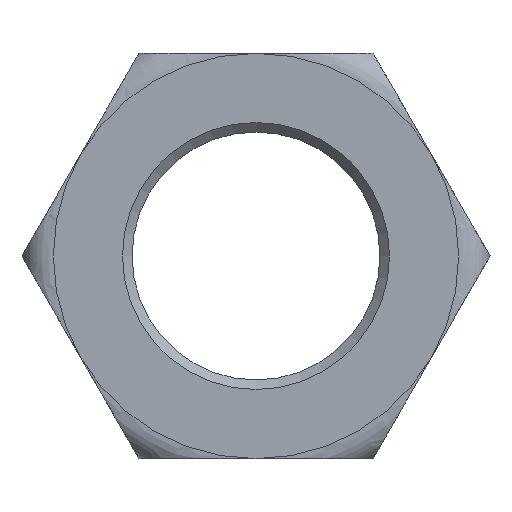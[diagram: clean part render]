
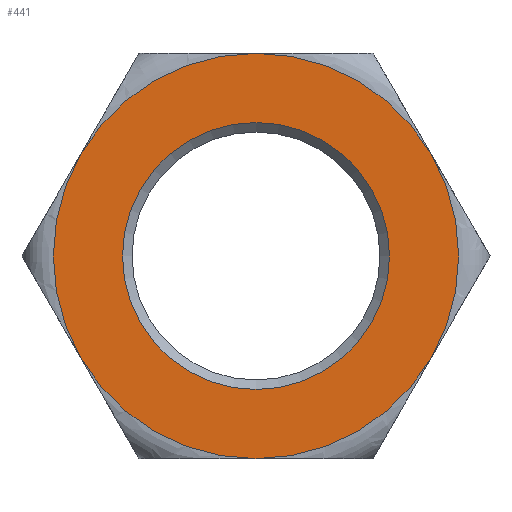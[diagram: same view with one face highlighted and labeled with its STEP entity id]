
A CAD part, front view. The second image highlights one B-rep face of the part: STEP entity #441.
In plain terms, the highlighted planar face has unit normal (0, -1, 0).
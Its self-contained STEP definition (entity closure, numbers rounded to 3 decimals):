
#12 = DIRECTION ( 'NONE',  ( 1., 0., 0. ) ) ;
#19 = ORIENTED_EDGE ( 'NONE', *, *, #716, .F. ) ;
#48 = FACE_BOUND ( 'NONE', #1013, .T. ) ;
#55 = DIRECTION ( 'NONE',  ( 0., 1., 0. ) ) ;
#58 = LINE ( 'NONE', #480, #519 ) ;
#62 = CIRCLE ( 'NONE', #417, 42.5 ) ;
#64 = DIRECTION ( 'NONE',  ( 1., 0., 0. ) ) ;
#73 = CARTESIAN_POINT ( 'NONE',  ( 0., -22.5, 0. ) ) ;
#106 = CARTESIAN_POINT ( 'NONE',  ( -24.537, -22.5, -42.5 ) ) ;
#115 = CARTESIAN_POINT ( 'NONE',  ( -36.806, -22.5, -21.25 ) ) ;
#132 = CARTESIAN_POINT ( 'NONE',  ( 0., -22.5, 42.5 ) ) ;
#137 = DIRECTION ( 'NONE',  ( 1., 0., 0. ) ) ;
#150 = DIRECTION ( 'NONE',  ( -1., 0., 0. ) ) ;
#162 = FACE_OUTER_BOUND ( 'NONE', #613, .T. ) ;
#176 = AXIS2_PLACEMENT_3D ( 'NONE', #73, #893, #906 ) ;
#183 = CARTESIAN_POINT ( 'NONE',  ( 36.806, -22.5, 21.25 ) ) ;
#186 = LINE ( 'NONE', #820, #383 ) ;
#189 = CIRCLE ( 'NONE', #1112, 42.5 ) ;
#192 = DIRECTION ( 'NONE',  ( -0.5, 0., 0.866 ) ) ;
#219 = ORIENTED_EDGE ( 'NONE', *, *, #467, .F. ) ;
#235 = CARTESIAN_POINT ( 'NONE',  ( 0., -22.5, 0. ) ) ;
#246 = AXIS2_PLACEMENT_3D ( 'NONE', #529, #327, #12 ) ;
#249 = VERTEX_POINT ( 'NONE', #283 ) ;
#283 = CARTESIAN_POINT ( 'NONE',  ( 36.806, -22.5, -21.25 ) ) ;
#290 = CARTESIAN_POINT ( 'NONE',  ( 24.537, -22.5, -42.5 ) ) ;
#293 = DIRECTION ( 'NONE',  ( -1., 0., 0. ) ) ;
#308 = VERTEX_POINT ( 'NONE', #831 ) ;
#327 = DIRECTION ( 'NONE',  ( 0., 1., 0. ) ) ;
#376 = ORIENTED_EDGE ( 'NONE', *, *, #509, .F. ) ;
#383 = VECTOR ( 'NONE', #622, 1000. ) ;
#394 = CARTESIAN_POINT ( 'NONE',  ( 0., -22.5, 28. ) ) ;
#417 = AXIS2_PLACEMENT_3D ( 'NONE', #805, #1236, #1101 ) ;
#422 = DIRECTION ( 'NONE',  ( 1., 0., 0. ) ) ;
#423 = EDGE_CURVE ( 'NONE', #789, #471, #62, .T. ) ;
#438 = ORIENTED_EDGE ( 'NONE', *, *, #423, .F. ) ;
#441 = ADVANCED_FACE ( 'NONE', ( #48, #162 ), #1005, .F. ) ;
#447 = CIRCLE ( 'NONE', #246, 42.5 ) ;
#467 = EDGE_CURVE ( 'NONE', #1266, #596, #58, .T. ) ;
#469 = AXIS2_PLACEMENT_3D ( 'NONE', #235, #1301, #137 ) ;
#471 = VERTEX_POINT ( 'NONE', #1326 ) ;
#474 = LINE ( 'NONE', #290, #1183 ) ;
#480 = CARTESIAN_POINT ( 'NONE',  ( -24.537, -22.5, 42.5 ) ) ;
#493 = VERTEX_POINT ( 'NONE', #394 ) ;
#498 = CARTESIAN_POINT ( 'NONE',  ( 0., -22.5, 42.5 ) ) ;
#509 = EDGE_CURVE ( 'NONE', #1055, #789, #474, .T. ) ;
#518 = CARTESIAN_POINT ( 'NONE',  ( 0., -22.5, 0. ) ) ;
#519 = VECTOR ( 'NONE', #885, 1000. ) ;
#529 = CARTESIAN_POINT ( 'NONE',  ( 0., -22.5, 0. ) ) ;
#533 = ORIENTED_EDGE ( 'NONE', *, *, #871, .T. ) ;
#548 = AXIS2_PLACEMENT_3D ( 'NONE', #518, #827, #1366 ) ;
#596 = VERTEX_POINT ( 'NONE', #132 ) ;
#613 = EDGE_LOOP ( 'NONE', ( #876, #1180, #19, #782, #219, #819, #1347, #1157, #438, #376 ) ) ;
#615 = LINE ( 'NONE', #106, #1254 ) ;
#622 = DIRECTION ( 'NONE',  ( -0.5, 0., -0.866 ) ) ;
#669 = VERTEX_POINT ( 'NONE', #115 ) ;
#670 = CARTESIAN_POINT ( 'NONE',  ( 0., -22.5, 0. ) ) ;
#716 = EDGE_CURVE ( 'NONE', #1278, #249, #1370, .T. ) ;
#766 = DIRECTION ( 'NONE',  ( 0., 1., 0. ) ) ;
#772 = EDGE_CURVE ( 'NONE', #471, #669, #615, .T. ) ;
#782 = ORIENTED_EDGE ( 'NONE', *, *, #932, .F. ) ;
#789 = VERTEX_POINT ( 'NONE', #908 ) ;
#793 = EDGE_CURVE ( 'NONE', #249, #308, #186, .T. ) ;
#805 = CARTESIAN_POINT ( 'NONE',  ( 0., -22.5, 0. ) ) ;
#819 = ORIENTED_EDGE ( 'NONE', *, *, #1043, .F. ) ;
#820 = CARTESIAN_POINT ( 'NONE',  ( 49.075, -22.5, 0. ) ) ;
#827 = DIRECTION ( 'NONE',  ( 0., 1., 0. ) ) ;
#828 = CARTESIAN_POINT ( 'NONE',  ( 0., -22.5, 0. ) ) ;
#831 = CARTESIAN_POINT ( 'NONE',  ( 36.806, -22.5, -21.25 ) ) ;
#869 = CIRCLE ( 'NONE', #469, 42.5 ) ;
#871 = EDGE_CURVE ( 'NONE', #493, #493, #1140, .T. ) ;
#875 = CARTESIAN_POINT ( 'NONE',  ( 0., -22.5, -42.5 ) ) ;
#876 = ORIENTED_EDGE ( 'NONE', *, *, #1197, .F. ) ;
#885 = DIRECTION ( 'NONE',  ( 1., 0., 0. ) ) ;
#893 = DIRECTION ( 'NONE',  ( 0., 1., 0. ) ) ;
#906 = DIRECTION ( 'NONE',  ( 0., 0., 1. ) ) ;
#908 = CARTESIAN_POINT ( 'NONE',  ( 0., -22.5, -42.5 ) ) ;
#914 = AXIS2_PLACEMENT_3D ( 'NONE', #995, #55, #64 ) ;
#932 = EDGE_CURVE ( 'NONE', #596, #1278, #447, .T. ) ;
#995 = CARTESIAN_POINT ( 'NONE',  ( 0., -22.5, 0. ) ) ;
#1005 = PLANE ( 'NONE',  #176 ) ;
#1013 = EDGE_LOOP ( 'NONE', ( #533 ) ) ;
#1034 = CIRCLE ( 'NONE', #1224, 42.5 ) ;
#1043 = EDGE_CURVE ( 'NONE', #1309, #1266, #189, .T. ) ;
#1055 = VERTEX_POINT ( 'NONE', #875 ) ;
#1101 = DIRECTION ( 'NONE',  ( 1., 0., 0. ) ) ;
#1112 = AXIS2_PLACEMENT_3D ( 'NONE', #670, #766, #150 ) ;
#1140 = CIRCLE ( 'NONE', #548, 28. ) ;
#1157 = ORIENTED_EDGE ( 'NONE', *, *, #772, .F. ) ;
#1180 = ORIENTED_EDGE ( 'NONE', *, *, #793, .F. ) ;
#1183 = VECTOR ( 'NONE', #293, 1000. ) ;
#1197 = EDGE_CURVE ( 'NONE', #308, #1055, #1034, .T. ) ;
#1209 = CARTESIAN_POINT ( 'NONE',  ( -36.806, -22.5, 21.25 ) ) ;
#1224 = AXIS2_PLACEMENT_3D ( 'NONE', #828, #1373, #422 ) ;
#1236 = DIRECTION ( 'NONE',  ( 0., 1., 0. ) ) ;
#1246 = EDGE_CURVE ( 'NONE', #669, #1309, #869, .T. ) ;
#1254 = VECTOR ( 'NONE', #192, 1000. ) ;
#1266 = VERTEX_POINT ( 'NONE', #498 ) ;
#1278 = VERTEX_POINT ( 'NONE', #183 ) ;
#1301 = DIRECTION ( 'NONE',  ( 0., 1., 0. ) ) ;
#1309 = VERTEX_POINT ( 'NONE', #1209 ) ;
#1326 = CARTESIAN_POINT ( 'NONE',  ( -36.806, -22.5, -21.25 ) ) ;
#1347 = ORIENTED_EDGE ( 'NONE', *, *, #1246, .F. ) ;
#1366 = DIRECTION ( 'NONE',  ( 0., 0., 1. ) ) ;
#1370 = CIRCLE ( 'NONE', #914, 42.5 ) ;
#1373 = DIRECTION ( 'NONE',  ( 0., 1., 0. ) ) ;
